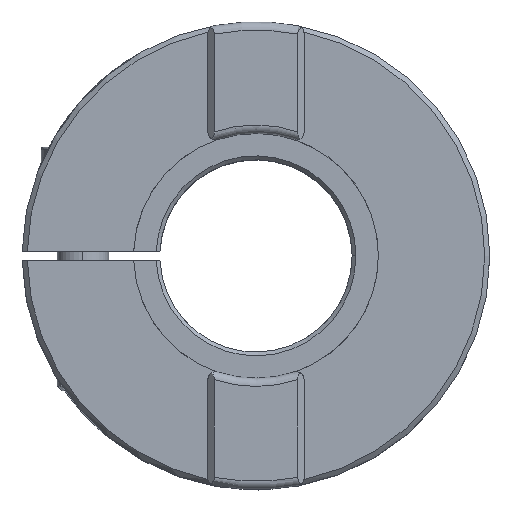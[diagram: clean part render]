
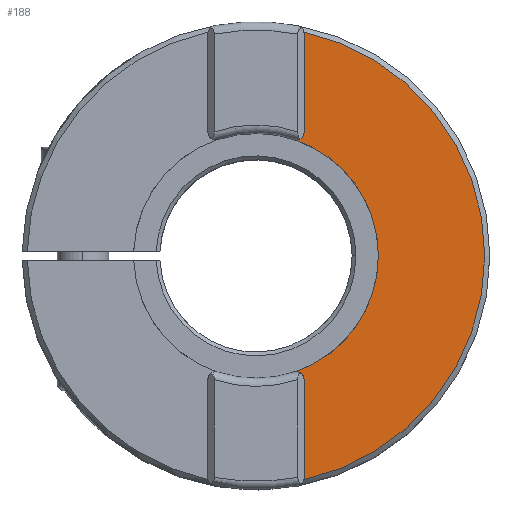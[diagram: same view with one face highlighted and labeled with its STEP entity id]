
A CAD part, top view. The second image highlights one B-rep face of the part: STEP entity #188.
In plain terms, the highlighted planar face has unit normal (0, 0, 1).
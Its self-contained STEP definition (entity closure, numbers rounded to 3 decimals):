
#18 = CARTESIAN_POINT ( 'NONE',  ( 0., 0., 25. ) ) ;
#28 = DIRECTION ( 'NONE',  ( 1., 0., 0. ) ) ;
#41 = LINE ( 'NONE', #3259, #3093 ) ;
#57 = EDGE_CURVE ( 'NONE', #310, #2554, #1529, .T. ) ;
#94 = ORIENTED_EDGE ( 'NONE', *, *, #1282, .F. ) ;
#161 = VERTEX_POINT ( 'NONE', #1831 ) ;
#183 = DIRECTION ( 'NONE',  ( 1., 0., 0. ) ) ;
#184 = CIRCLE ( 'NONE', #2145, 1.2 ) ;
#188 = ADVANCED_FACE ( 'NONE', ( #1389 ), #2452, .T. ) ;
#310 = VERTEX_POINT ( 'NONE', #369 ) ;
#313 = DIRECTION ( 'NONE',  ( 0., 0., -1. ) ) ;
#369 = CARTESIAN_POINT ( 'NONE',  ( 5.928, -18.157, 25. ) ) ;
#391 = ORIENTED_EDGE ( 'NONE', *, *, #57, .T. ) ;
#421 = CARTESIAN_POINT ( 'NONE',  ( 0., 0., 25. ) ) ;
#445 = ORIENTED_EDGE ( 'NONE', *, *, #1970, .T. ) ;
#530 = CARTESIAN_POINT ( 'NONE',  ( 6.3, -19.298, 25. ) ) ;
#542 = EDGE_CURVE ( 'NONE', #161, #2290, #184, .T. ) ;
#556 = CARTESIAN_POINT ( 'NONE',  ( 6.3, 19.298, 25. ) ) ;
#588 = CIRCLE ( 'NONE', #2763, 19.1 ) ;
#591 = CARTESIAN_POINT ( 'NONE',  ( 7.5, 35.721, 25. ) ) ;
#812 = CIRCLE ( 'NONE', #3377, 35.7 ) ;
#821 = DIRECTION ( 'NONE',  ( 0., -1., 0. ) ) ;
#1122 = CARTESIAN_POINT ( 'NONE',  ( 0., 0., 25. ) ) ;
#1282 = EDGE_CURVE ( 'NONE', #1824, #1756, #812, .T. ) ;
#1306 = VECTOR ( 'NONE', #1362, 1000. ) ;
#1362 = DIRECTION ( 'NONE',  ( 0., -1., 0. ) ) ;
#1389 = FACE_OUTER_BOUND ( 'NONE', #2959, .T. ) ;
#1417 = AXIS2_PLACEMENT_3D ( 'NONE', #1122, #1954, #2490 ) ;
#1506 = AXIS2_PLACEMENT_3D ( 'NONE', #421, #2606, #183 ) ;
#1527 = EDGE_CURVE ( 'NONE', #2554, #1756, #3280, .T. ) ;
#1529 = CIRCLE ( 'NONE', #2646, 1.2 ) ;
#1599 = CARTESIAN_POINT ( 'NONE',  ( 0., 0., 25. ) ) ;
#1606 = ORIENTED_EDGE ( 'NONE', *, *, #2901, .T. ) ;
#1670 = DIRECTION ( 'NONE',  ( 1., 0., 0. ) ) ;
#1742 = VERTEX_POINT ( 'NONE', #3113 ) ;
#1756 = VERTEX_POINT ( 'NONE', #2778 ) ;
#1824 = VERTEX_POINT ( 'NONE', #2337 ) ;
#1831 = CARTESIAN_POINT ( 'NONE',  ( 7.5, 19.298, 25. ) ) ;
#1868 = DIRECTION ( 'NONE',  ( 1., 0., 0. ) ) ;
#1944 = DIRECTION ( 'NONE',  ( 1., 0., 0. ) ) ;
#1954 = DIRECTION ( 'NONE',  ( 0., 0., 1. ) ) ;
#1970 = EDGE_CURVE ( 'NONE', #1824, #161, #41, .T. ) ;
#1987 = ORIENTED_EDGE ( 'NONE', *, *, #2657, .T. ) ;
#2054 = CARTESIAN_POINT ( 'NONE',  ( 7.5, -19.298, 25. ) ) ;
#2062 = ORIENTED_EDGE ( 'NONE', *, *, #1527, .T. ) ;
#2069 = CIRCLE ( 'NONE', #1506, 19.1 ) ;
#2075 = CARTESIAN_POINT ( 'NONE',  ( 5.928, 18.157, 25. ) ) ;
#2145 = AXIS2_PLACEMENT_3D ( 'NONE', #556, #3023, #1944 ) ;
#2290 = VERTEX_POINT ( 'NONE', #2075 ) ;
#2337 = CARTESIAN_POINT ( 'NONE',  ( 7.5, 34.903, 25. ) ) ;
#2452 = PLANE ( 'NONE',  #1417 ) ;
#2490 = DIRECTION ( 'NONE',  ( 1., 0., 0. ) ) ;
#2554 = VERTEX_POINT ( 'NONE', #2054 ) ;
#2606 = DIRECTION ( 'NONE',  ( 0., 0., -1. ) ) ;
#2632 = DIRECTION ( 'NONE',  ( 0., 0., -1. ) ) ;
#2646 = AXIS2_PLACEMENT_3D ( 'NONE', #530, #2632, #1868 ) ;
#2657 = EDGE_CURVE ( 'NONE', #1742, #310, #588, .T. ) ;
#2696 = DIRECTION ( 'NONE',  ( 0., 0., -1. ) ) ;
#2763 = AXIS2_PLACEMENT_3D ( 'NONE', #1599, #2696, #28 ) ;
#2778 = CARTESIAN_POINT ( 'NONE',  ( 7.5, -34.903, 25. ) ) ;
#2901 = EDGE_CURVE ( 'NONE', #2290, #1742, #2069, .T. ) ;
#2959 = EDGE_LOOP ( 'NONE', ( #445, #3432, #1606, #1987, #391, #2062, #94 ) ) ;
#3023 = DIRECTION ( 'NONE',  ( 0., 0., -1. ) ) ;
#3093 = VECTOR ( 'NONE', #821, 1000. ) ;
#3113 = CARTESIAN_POINT ( 'NONE',  ( 19.1, 0., 25. ) ) ;
#3259 = CARTESIAN_POINT ( 'NONE',  ( 7.5, 35.721, 25. ) ) ;
#3280 = LINE ( 'NONE', #591, #1306 ) ;
#3377 = AXIS2_PLACEMENT_3D ( 'NONE', #18, #313, #1670 ) ;
#3432 = ORIENTED_EDGE ( 'NONE', *, *, #542, .T. ) ;
